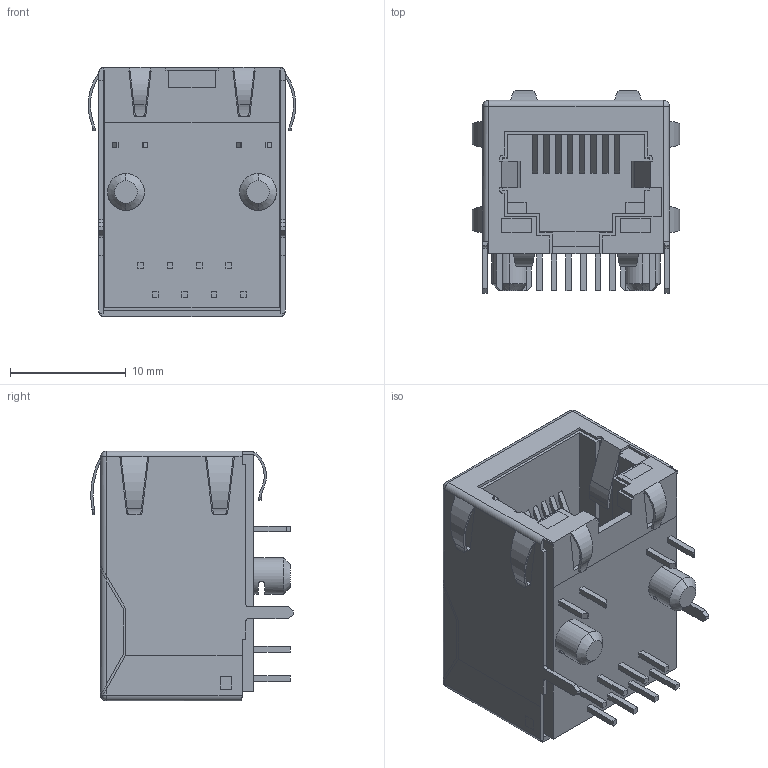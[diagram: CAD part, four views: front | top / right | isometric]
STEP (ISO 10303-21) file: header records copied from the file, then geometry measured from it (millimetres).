
FILE_DESCRIPTION (( 'STEP AP214' ), '1' );
FILE_NAME ('SI-60062-F.STEP', '2021-06-21T12:09:42', ( '' ), ( '' ), 'SwSTEP 2.0', 'SolidWorks 2018', '' );
FILE_SCHEMA (( 'AUTOMOTIVE_DESIGN' ));
Length unit declared in the file: millimetre
Products named in the file (1): SI-60062-F
Bounding box: 17.97 x 17.54 x 21.59 mm (x, y, z)
Volume: 3321.5 mm3; surface area: 4094.1 mm2
Topology: 1 solids, 1 shells, 414 faces, 1156 edges, 756 vertices
Faces by surface type: plane 293, cylinder 111, sphere 6, cone 4
Entity records: 13867 total; most frequent: CARTESIAN_POINT 2859, ORIENTED_EDGE 2304, DIRECTION 1978, EDGE_CURVE 1152, VECTOR 916, LINE 916, VERTEX_POINT 756, AXIS2_PLACEMENT_3D 531
